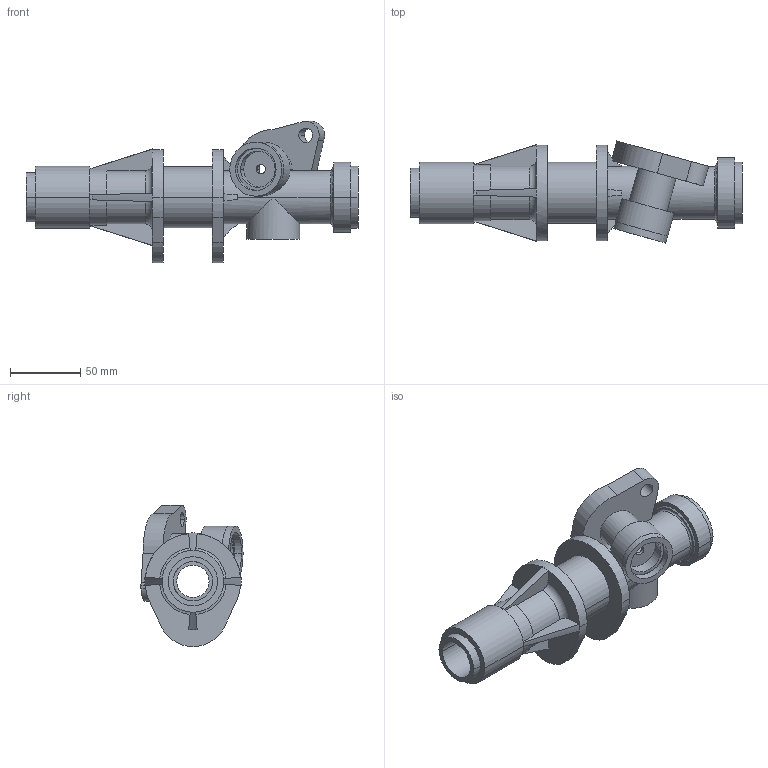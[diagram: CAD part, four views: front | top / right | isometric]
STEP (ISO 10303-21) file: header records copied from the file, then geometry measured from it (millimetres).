
FILE_DESCRIPTION (( 'STEP AP214' ), '1' );
FILE_NAME ('V? CO C?U LÁI.STEP', '2022-11-11T02:49:34', ( 'Lenovo' ), ( '' ), 'SwSTEP 2.0', 'SolidWorks 2021', '' );
FILE_SCHEMA (( 'AUTOMOTIVE_DESIGN' ));
Length unit declared in the file: millimetre
Products named in the file (1): V? CO C?U L禪
Bounding box: 236.3 x 72.67 x 100.49 mm (x, y, z)
Volume: 262314.9 mm3; surface area: 88063.4 mm2
Topology: 1 solids, 1 shells, 154 faces, 414 edges, 271 vertices
Faces by surface type: cylinder 71, plane 62, torus 15, cone 6
Entity records: 5391 total; most frequent: CARTESIAN_POINT 1347, DIRECTION 891, ORIENTED_EDGE 828, EDGE_CURVE 414, AXIS2_PLACEMENT_3D 353, VERTEX_POINT 271, CIRCLE 198, LINE 185
